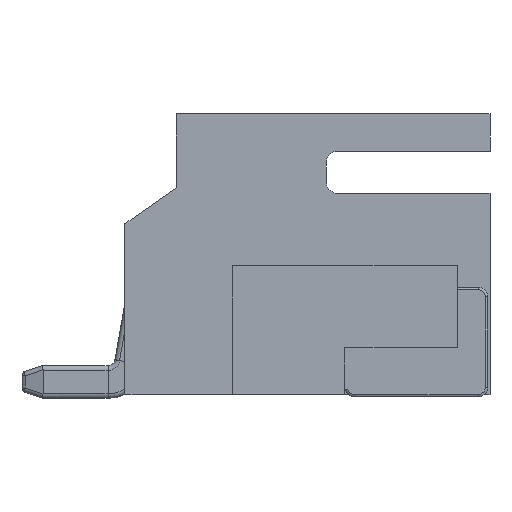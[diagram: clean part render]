
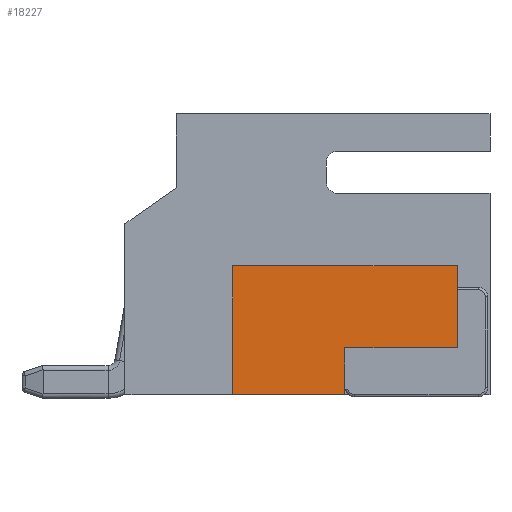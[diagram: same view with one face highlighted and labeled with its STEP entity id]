
A CAD part, left-side view. The second image highlights one B-rep face of the part: STEP entity #18227.
In plain terms, the highlighted planar face has unit normal (-1, 0, 0).
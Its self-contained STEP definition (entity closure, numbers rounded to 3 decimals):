
#1034 = LINE ( 'NONE', #15491, #10992 ) ;
#1415 = CARTESIAN_POINT ( 'NONE',  ( -6., -0.8, 0.05 ) ) ;
#2252 = CARTESIAN_POINT ( 'NONE',  ( -6., -3.2, 2.8 ) ) ;
#2270 = EDGE_CURVE ( 'NONE', #19431, #6745, #7282, .T. ) ;
#3674 = LINE ( 'NONE', #7942, #5182 ) ;
#5182 = VECTOR ( 'NONE', #16167, 1000. ) ;
#5684 = ORIENTED_EDGE ( 'NONE', *, *, #24432, .T. ) ;
#6069 = CARTESIAN_POINT ( 'NONE',  ( -6., 1.6, 2.8 ) ) ;
#6097 = VECTOR ( 'NONE', #24569, 1000. ) ;
#6264 = CARTESIAN_POINT ( 'NONE',  ( -6., 1.6, 0.05 ) ) ;
#6563 = CARTESIAN_POINT ( 'NONE',  ( -6., -0.8, 1.05 ) ) ;
#6658 = DIRECTION ( 'NONE',  ( 1., 0., 0. ) ) ;
#6745 = VERTEX_POINT ( 'NONE', #6563 ) ;
#7282 = LINE ( 'NONE', #13704, #6097 ) ;
#7802 = DIRECTION ( 'NONE',  ( 0., 0., -1. ) ) ;
#7942 = CARTESIAN_POINT ( 'NONE',  ( -6., -3.2, 1.05 ) ) ;
#8511 = CARTESIAN_POINT ( 'NONE',  ( -6., -3.2, 1.05 ) ) ;
#10032 = DIRECTION ( 'NONE',  ( 0., -1., 0. ) ) ;
#10453 = PLANE ( 'NONE',  #19043 ) ;
#10992 = VECTOR ( 'NONE', #20227, 1000. ) ;
#11162 = ORIENTED_EDGE ( 'NONE', *, *, #16769, .T. ) ;
#11171 = EDGE_CURVE ( 'NONE', #6745, #20111, #3674, .T. ) ;
#12053 = VERTEX_POINT ( 'NONE', #2252 ) ;
#12247 = EDGE_LOOP ( 'NONE', ( #22800, #11162, #16813, #25801, #21634, #5684 ) ) ;
#12559 = LINE ( 'NONE', #24666, #27022 ) ;
#12682 = VERTEX_POINT ( 'NONE', #6264 ) ;
#13704 = CARTESIAN_POINT ( 'NONE',  ( -6., -0.8, 0.05 ) ) ;
#15491 = CARTESIAN_POINT ( 'NONE',  ( -6., -3.2, 2.8 ) ) ;
#15753 = EDGE_CURVE ( 'NONE', #12053, #23253, #1034, .T. ) ;
#16167 = DIRECTION ( 'NONE',  ( 0., -1., 0. ) ) ;
#16769 = EDGE_CURVE ( 'NONE', #23253, #12682, #12559, .T. ) ;
#16813 = ORIENTED_EDGE ( 'NONE', *, *, #23747, .T. ) ;
#18227 = ADVANCED_FACE ( 'NONE', ( #24783 ), #10453, .F. ) ;
#18689 = LINE ( 'NONE', #8511, #21481 ) ;
#18817 = CARTESIAN_POINT ( 'NONE',  ( -6., 0., 0. ) ) ;
#18835 = DIRECTION ( 'NONE',  ( 0., 0., 1. ) ) ;
#18952 = DIRECTION ( 'NONE',  ( 0., 0., -1. ) ) ;
#19043 = AXIS2_PLACEMENT_3D ( 'NONE', #18817, #6658, #18952 ) ;
#19431 = VERTEX_POINT ( 'NONE', #26382 ) ;
#19716 = CARTESIAN_POINT ( 'NONE',  ( -6., -3.2, 1.05 ) ) ;
#20111 = VERTEX_POINT ( 'NONE', #19716 ) ;
#20227 = DIRECTION ( 'NONE',  ( 0., 1., 0. ) ) ;
#21481 = VECTOR ( 'NONE', #18835, 1000. ) ;
#21634 = ORIENTED_EDGE ( 'NONE', *, *, #11171, .T. ) ;
#22529 = LINE ( 'NONE', #1415, #23625 ) ;
#22800 = ORIENTED_EDGE ( 'NONE', *, *, #15753, .T. ) ;
#23253 = VERTEX_POINT ( 'NONE', #6069 ) ;
#23625 = VECTOR ( 'NONE', #10032, 1000. ) ;
#23747 = EDGE_CURVE ( 'NONE', #12682, #19431, #22529, .T. ) ;
#24432 = EDGE_CURVE ( 'NONE', #20111, #12053, #18689, .T. ) ;
#24569 = DIRECTION ( 'NONE',  ( 0., 0., 1. ) ) ;
#24666 = CARTESIAN_POINT ( 'NONE',  ( -6., 1.6, 0.05 ) ) ;
#24783 = FACE_OUTER_BOUND ( 'NONE', #12247, .T. ) ;
#25801 = ORIENTED_EDGE ( 'NONE', *, *, #2270, .T. ) ;
#26382 = CARTESIAN_POINT ( 'NONE',  ( -6., -0.8, 0.05 ) ) ;
#27022 = VECTOR ( 'NONE', #7802, 1000. ) ;
